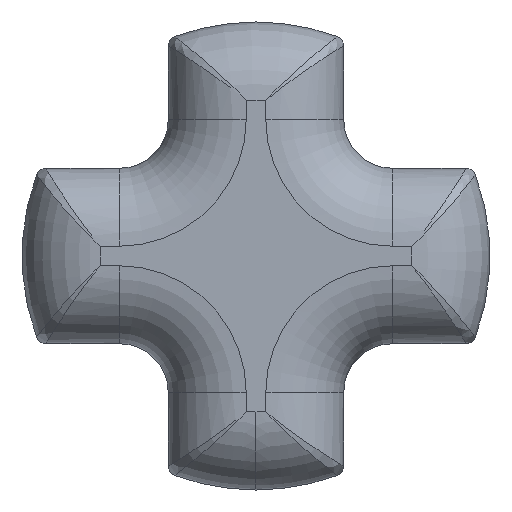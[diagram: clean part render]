
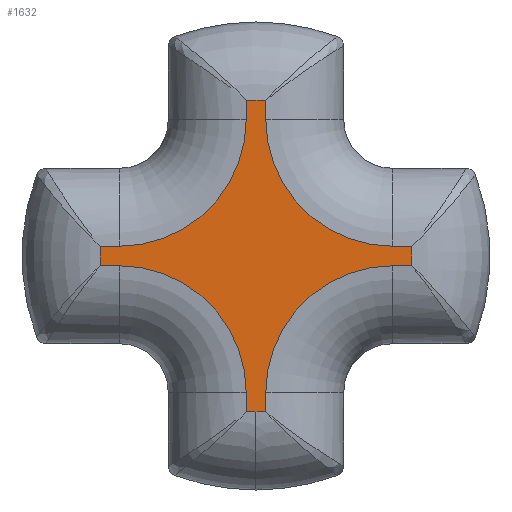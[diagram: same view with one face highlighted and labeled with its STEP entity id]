
A CAD part, left-side view. The second image highlights one B-rep face of the part: STEP entity #1632.
In plain terms, the highlighted planar face has unit normal (-1, 0, 0).
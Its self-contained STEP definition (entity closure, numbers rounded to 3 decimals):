
#19 = CIRCLE ( 'NONE', #357, 1.3 ) ;
#37 = DIRECTION ( 'NONE',  ( 0., 0., 1. ) ) ;
#47 = CARTESIAN_POINT ( 'NONE',  ( 0., 1.597, 0.1 ) ) ;
#55 = DIRECTION ( 'NONE',  ( -1., 0., 0. ) ) ;
#72 = ORIENTED_EDGE ( 'NONE', *, *, #1648, .T. ) ;
#84 = AXIS2_PLACEMENT_3D ( 'NONE', #2429, #1271, #85 ) ;
#85 = DIRECTION ( 'NONE',  ( 0., 0., -1. ) ) ;
#91 = VERTEX_POINT ( 'NONE', #681 ) ;
#120 = LINE ( 'NONE', #167, #1056 ) ;
#122 = EDGE_CURVE ( 'NONE', #2151, #2544, #517, .T. ) ;
#124 = ORIENTED_EDGE ( 'NONE', *, *, #2280, .T. ) ;
#147 = LINE ( 'NONE', #1651, #1201 ) ;
#158 = CARTESIAN_POINT ( 'NONE',  ( 0., 1.597, -0.1 ) ) ;
#167 = CARTESIAN_POINT ( 'NONE',  ( 0., -0.1, 0.8 ) ) ;
#175 = VECTOR ( 'NONE', #1239, 1000. ) ;
#201 = CARTESIAN_POINT ( 'NONE',  ( 0., -0.1, 1.597 ) ) ;
#214 = AXIS2_PLACEMENT_3D ( 'NONE', #480, #1658, #489 ) ;
#240 = CARTESIAN_POINT ( 'NONE',  ( 0., 2.156, 0.1 ) ) ;
#255 = CARTESIAN_POINT ( 'NONE',  ( 0., 0.1, -1.4 ) ) ;
#258 = CIRCLE ( 'NONE', #2195, 1.6 ) ;
#271 = VERTEX_POINT ( 'NONE', #201 ) ;
#281 = AXIS2_PLACEMENT_3D ( 'NONE', #451, #1812, #643 ) ;
#292 = VECTOR ( 'NONE', #1804, 1000. ) ;
#296 = LINE ( 'NONE', #664, #1780 ) ;
#357 = AXIS2_PLACEMENT_3D ( 'NONE', #2030, #2442, #1289 ) ;
#383 = VERTEX_POINT ( 'NONE', #158 ) ;
#388 = VERTEX_POINT ( 'NONE', #2503 ) ;
#451 = CARTESIAN_POINT ( 'NONE',  ( 0., 0., 0. ) ) ;
#468 = DIRECTION ( 'NONE',  ( -1., 0., 0. ) ) ;
#480 = CARTESIAN_POINT ( 'NONE',  ( 0., 2.156, 0.8 ) ) ;
#489 = DIRECTION ( 'NONE',  ( 0., 0., -1. ) ) ;
#517 = CIRCLE ( 'NONE', #2302, 1.6 ) ;
#554 = EDGE_LOOP ( 'NONE', ( #2124, #1848, #72, #1379, #1551, #2307, #2323, #1474, #1884, #693, #918, #1706, #124, #1413, #1150, #1292, #1063 ) ) ;
#558 = VECTOR ( 'NONE', #875, 1000. ) ;
#643 = DIRECTION ( 'NONE',  ( 0., 0., -1. ) ) ;
#664 = CARTESIAN_POINT ( 'NONE',  ( 0., 0.1, 0.8 ) ) ;
#681 = CARTESIAN_POINT ( 'NONE',  ( 0., 0.1, 1.597 ) ) ;
#693 = ORIENTED_EDGE ( 'NONE', *, *, #1369, .T. ) ;
#712 = LINE ( 'NONE', #1830, #175 ) ;
#780 = VERTEX_POINT ( 'NONE', #2025 ) ;
#781 = DIRECTION ( 'NONE',  ( 1., 0., 0. ) ) ;
#856 = DIRECTION ( 'NONE',  ( 0., 0., -1. ) ) ;
#871 = CIRCLE ( 'NONE', #281, 1.6 ) ;
#875 = DIRECTION ( 'NONE',  ( 0., 1., 0. ) ) ;
#918 = ORIENTED_EDGE ( 'NONE', *, *, #1444, .T. ) ;
#954 = AXIS2_PLACEMENT_3D ( 'NONE', #1951, #781, #2149 ) ;
#990 = DIRECTION ( 'NONE',  ( 1., 0., 0. ) ) ;
#1042 = DIRECTION ( 'NONE',  ( 1., 0., 0. ) ) ;
#1056 = VECTOR ( 'NONE', #1945, 1000. ) ;
#1063 = ORIENTED_EDGE ( 'NONE', *, *, #1962, .T. ) ;
#1078 = CARTESIAN_POINT ( 'NONE',  ( 0., 2.156, 0.1 ) ) ;
#1090 = LINE ( 'NONE', #1078, #558 ) ;
#1112 = DIRECTION ( 'NONE',  ( -1., 0., 0. ) ) ;
#1139 = FACE_OUTER_BOUND ( 'NONE', #554, .T. ) ;
#1150 = ORIENTED_EDGE ( 'NONE', *, *, #2114, .T. ) ;
#1185 = AXIS2_PLACEMENT_3D ( 'NONE', #1637, #468, #1835 ) ;
#1201 = VECTOR ( 'NONE', #2550, 1000. ) ;
#1226 = DIRECTION ( 'NONE',  ( 0., -1., 0. ) ) ;
#1239 = DIRECTION ( 'NONE',  ( 0., 0., -1. ) ) ;
#1245 = AXIS2_PLACEMENT_3D ( 'NONE', #2213, #1042, #2401 ) ;
#1250 = CARTESIAN_POINT ( 'NONE',  ( 0., 0., 0. ) ) ;
#1261 = CARTESIAN_POINT ( 'NONE',  ( 0., -1.597, 0.1 ) ) ;
#1271 = DIRECTION ( 'NONE',  ( -1., 0., 0. ) ) ;
#1289 = DIRECTION ( 'NONE',  ( 0., 0., -1. ) ) ;
#1292 = ORIENTED_EDGE ( 'NONE', *, *, #1980, .T. ) ;
#1328 = CIRCLE ( 'NONE', #1185, 1.6 ) ;
#1344 = EDGE_CURVE ( 'NONE', #2544, #780, #2532, .T. ) ;
#1369 = EDGE_CURVE ( 'NONE', #780, #1733, #1509, .T. ) ;
#1378 = LINE ( 'NONE', #240, #292 ) ;
#1379 = ORIENTED_EDGE ( 'NONE', *, *, #1612, .T. ) ;
#1384 = VERTEX_POINT ( 'NONE', #255 ) ;
#1385 = CARTESIAN_POINT ( 'NONE',  ( 0., -0.1, -1.597 ) ) ;
#1413 = ORIENTED_EDGE ( 'NONE', *, *, #2145, .T. ) ;
#1439 = DIRECTION ( 'NONE',  ( 0., 0., -1. ) ) ;
#1444 = EDGE_CURVE ( 'NONE', #1733, #2040, #2423, .T. ) ;
#1462 = EDGE_CURVE ( 'NONE', #2040, #1635, #871, .T. ) ;
#1474 = ORIENTED_EDGE ( 'NONE', *, *, #122, .T. ) ;
#1489 = CARTESIAN_POINT ( 'NONE',  ( 0., -1.4, -0.1 ) ) ;
#1506 = EDGE_CURVE ( 'NONE', #2533, #2151, #1328, .T. ) ;
#1509 = CIRCLE ( 'NONE', #1245, 1.3 ) ;
#1521 = VERTEX_POINT ( 'NONE', #47 ) ;
#1524 = EDGE_CURVE ( 'NONE', #1384, #2533, #296, .T. ) ;
#1550 = CARTESIAN_POINT ( 'NONE',  ( 0., 1.4, -0.1 ) ) ;
#1551 = ORIENTED_EDGE ( 'NONE', *, *, #1582, .T. ) ;
#1569 = CARTESIAN_POINT ( 'NONE',  ( 0., 0.1, 1.4 ) ) ;
#1582 = EDGE_CURVE ( 'NONE', #2148, #1384, #2296, .T. ) ;
#1600 = CIRCLE ( 'NONE', #84, 1.6 ) ;
#1612 = EDGE_CURVE ( 'NONE', #383, #2148, #147, .T. ) ;
#1632 = ADVANCED_FACE ( 'NONE', ( #1139 ), #2046, .F. ) ;
#1635 = VERTEX_POINT ( 'NONE', #1261 ) ;
#1637 = CARTESIAN_POINT ( 'NONE',  ( 0., 0., 0. ) ) ;
#1648 = EDGE_CURVE ( 'NONE', #1521, #383, #1600, .T. ) ;
#1651 = CARTESIAN_POINT ( 'NONE',  ( 0., 2.156, -0.1 ) ) ;
#1658 = DIRECTION ( 'NONE',  ( 1., 0., 0. ) ) ;
#1663 = EDGE_CURVE ( 'NONE', #2453, #1521, #1090, .T. ) ;
#1692 = EDGE_CURVE ( 'NONE', #2214, #2453, #19, .T. ) ;
#1706 = ORIENTED_EDGE ( 'NONE', *, *, #1462, .T. ) ;
#1712 = AXIS2_PLACEMENT_3D ( 'NONE', #2167, #990, #2351 ) ;
#1733 = VERTEX_POINT ( 'NONE', #1489 ) ;
#1757 = CARTESIAN_POINT ( 'NONE',  ( 0., 0., -1.6 ) ) ;
#1780 = VECTOR ( 'NONE', #856, 1000. ) ;
#1804 = DIRECTION ( 'NONE',  ( 0., 1., 0. ) ) ;
#1812 = DIRECTION ( 'NONE',  ( -1., 0., 0. ) ) ;
#1830 = CARTESIAN_POINT ( 'NONE',  ( 0., 0.1, 0.8 ) ) ;
#1835 = DIRECTION ( 'NONE',  ( 0., 0., -1. ) ) ;
#1848 = ORIENTED_EDGE ( 'NONE', *, *, #1663, .T. ) ;
#1850 = CARTESIAN_POINT ( 'NONE',  ( 0., 1.4, 0.1 ) ) ;
#1884 = ORIENTED_EDGE ( 'NONE', *, *, #1344, .T. ) ;
#1945 = DIRECTION ( 'NONE',  ( 0., 0., 1. ) ) ;
#1951 = CARTESIAN_POINT ( 'NONE',  ( 0., -1.4, 1.4 ) ) ;
#1962 = EDGE_CURVE ( 'NONE', #91, #2214, #712, .T. ) ;
#1963 = VECTOR ( 'NONE', #1226, 1000. ) ;
#1980 = EDGE_CURVE ( 'NONE', #271, #91, #258, .T. ) ;
#2025 = CARTESIAN_POINT ( 'NONE',  ( 0., -0.1, -1.4 ) ) ;
#2030 = CARTESIAN_POINT ( 'NONE',  ( 0., 1.4, 1.4 ) ) ;
#2040 = VERTEX_POINT ( 'NONE', #2440 ) ;
#2042 = VECTOR ( 'NONE', #37, 1000. ) ;
#2046 = PLANE ( 'NONE',  #214 ) ;
#2088 = VERTEX_POINT ( 'NONE', #2455 ) ;
#2114 = EDGE_CURVE ( 'NONE', #388, #271, #120, .T. ) ;
#2124 = ORIENTED_EDGE ( 'NONE', *, *, #1692, .T. ) ;
#2145 = EDGE_CURVE ( 'NONE', #2088, #388, #2530, .T. ) ;
#2148 = VERTEX_POINT ( 'NONE', #1550 ) ;
#2149 = DIRECTION ( 'NONE',  ( 0., 0., -1. ) ) ;
#2151 = VERTEX_POINT ( 'NONE', #1757 ) ;
#2166 = CARTESIAN_POINT ( 'NONE',  ( 0., 0.1, -1.597 ) ) ;
#2167 = CARTESIAN_POINT ( 'NONE',  ( 0., 1.4, -1.4 ) ) ;
#2195 = AXIS2_PLACEMENT_3D ( 'NONE', #1250, #55, #1439 ) ;
#2213 = CARTESIAN_POINT ( 'NONE',  ( 0., -1.4, -1.4 ) ) ;
#2214 = VERTEX_POINT ( 'NONE', #1569 ) ;
#2280 = EDGE_CURVE ( 'NONE', #1635, #2088, #1378, .T. ) ;
#2282 = CARTESIAN_POINT ( 'NONE',  ( 0., 0., 0. ) ) ;
#2296 = CIRCLE ( 'NONE', #1712, 1.3 ) ;
#2302 = AXIS2_PLACEMENT_3D ( 'NONE', #2282, #1112, #2469 ) ;
#2307 = ORIENTED_EDGE ( 'NONE', *, *, #1524, .T. ) ;
#2323 = ORIENTED_EDGE ( 'NONE', *, *, #1506, .T. ) ;
#2351 = DIRECTION ( 'NONE',  ( 0., 0., -1. ) ) ;
#2381 = CARTESIAN_POINT ( 'NONE',  ( 0., 2.156, -0.1 ) ) ;
#2390 = CARTESIAN_POINT ( 'NONE',  ( 0., -0.1, 0.8 ) ) ;
#2401 = DIRECTION ( 'NONE',  ( 0., 0., -1. ) ) ;
#2423 = LINE ( 'NONE', #2381, #1963 ) ;
#2429 = CARTESIAN_POINT ( 'NONE',  ( 0., 0., 0. ) ) ;
#2440 = CARTESIAN_POINT ( 'NONE',  ( 0., -1.597, -0.1 ) ) ;
#2442 = DIRECTION ( 'NONE',  ( 1., 0., 0. ) ) ;
#2453 = VERTEX_POINT ( 'NONE', #1850 ) ;
#2455 = CARTESIAN_POINT ( 'NONE',  ( 0., -1.4, 0.1 ) ) ;
#2469 = DIRECTION ( 'NONE',  ( 0., 0., -1. ) ) ;
#2503 = CARTESIAN_POINT ( 'NONE',  ( 0., -0.1, 1.4 ) ) ;
#2530 = CIRCLE ( 'NONE', #954, 1.3 ) ;
#2532 = LINE ( 'NONE', #2390, #2042 ) ;
#2533 = VERTEX_POINT ( 'NONE', #2166 ) ;
#2544 = VERTEX_POINT ( 'NONE', #1385 ) ;
#2550 = DIRECTION ( 'NONE',  ( 0., -1., 0. ) ) ;
